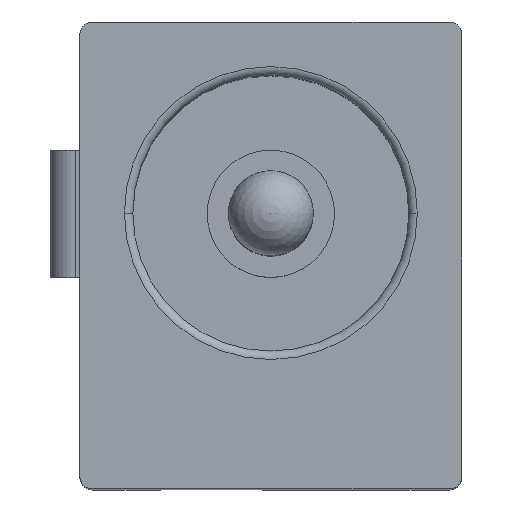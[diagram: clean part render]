
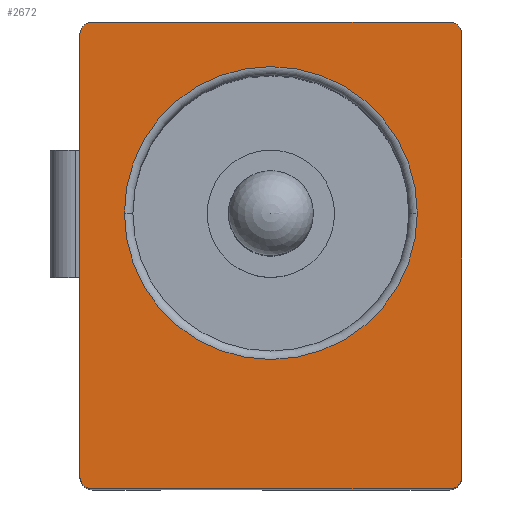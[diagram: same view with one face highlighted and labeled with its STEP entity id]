
A CAD part, top view. The second image highlights one B-rep face of the part: STEP entity #2672.
In plain terms, the highlighted planar face has unit normal (0, 0, 1).
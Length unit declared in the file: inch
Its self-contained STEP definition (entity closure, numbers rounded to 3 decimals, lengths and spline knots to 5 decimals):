
#31 = CARTESIAN_POINT ( 'NONE',  ( 0.17717, 0.01181, 0. ) ) ;
#51 = CARTESIAN_POINT ( 'NONE',  ( 0.13583, 0.25591, 0. ) ) ;
#58 = ORIENTED_EDGE ( 'NONE', *, *, #1551, .T. ) ;
#65 = CIRCLE ( 'NONE', #2069, 0.13583 ) ;
#128 = DIRECTION ( 'NONE',  ( -1., 0., 0. ) ) ;
#152 = CARTESIAN_POINT ( 'NONE',  ( 0., 0.25591, 0. ) ) ;
#190 = VECTOR ( 'NONE', #1838, 39.37008 ) ;
#211 = EDGE_CURVE ( 'NONE', #3096, #2344, #2114, .T. ) ;
#279 = EDGE_LOOP ( 'NONE', ( #58, #3044, #1470, #2144, #1922, #1668, #590, #2789 ) ) ;
#285 = CARTESIAN_POINT ( 'NONE',  ( 0.16535, 0.01181, 0. ) ) ;
#400 = CIRCLE ( 'NONE', #2246, 0.01181 ) ;
#401 = EDGE_CURVE ( 'NONE', #2214, #3205, #1646, .T. ) ;
#422 = DIRECTION ( 'NONE',  ( 0., 0., 1. ) ) ;
#435 = DIRECTION ( 'NONE',  ( 0., 0., -1. ) ) ;
#441 = DIRECTION ( 'NONE',  ( 0., 0., -1. ) ) ;
#460 = AXIS2_PLACEMENT_3D ( 'NONE', #1390, #2437, #3225 ) ;
#487 = EDGE_CURVE ( 'NONE', #2344, #2123, #2649, .T. ) ;
#540 = CARTESIAN_POINT ( 'NONE',  ( -0.17717, 0.42126, 0. ) ) ;
#590 = ORIENTED_EDGE ( 'NONE', *, *, #1661, .T. ) ;
#593 = CARTESIAN_POINT ( 'NONE',  ( -0.16535, 0.43307, 0. ) ) ;
#607 = CARTESIAN_POINT ( 'NONE',  ( 0.17717, 0.42126, 0. ) ) ;
#641 = VERTEX_POINT ( 'NONE', #51 ) ;
#766 = CARTESIAN_POINT ( 'NONE',  ( 0., 0.25591, 0. ) ) ;
#784 = DIRECTION ( 'NONE',  ( -1., 0., 0. ) ) ;
#831 = CARTESIAN_POINT ( 'NONE',  ( -0.16535, 0., 0. ) ) ;
#873 = CARTESIAN_POINT ( 'NONE',  ( -0.13583, 0.25591, 0. ) ) ;
#904 = CARTESIAN_POINT ( 'NONE',  ( 0.17717, 0.01181, 0. ) ) ;
#910 = EDGE_LOOP ( 'NONE', ( #2495, #3126 ) ) ;
#949 = CARTESIAN_POINT ( 'NONE',  ( -0.16535, 0.01181, 0. ) ) ;
#969 = CARTESIAN_POINT ( 'NONE',  ( 0.16535, 0., 0. ) ) ;
#996 = DIRECTION ( 'NONE',  ( -1., 0., 0. ) ) ;
#1084 = CARTESIAN_POINT ( 'NONE',  ( -0.16535, 0.43307, 0. ) ) ;
#1118 = LINE ( 'NONE', #2064, #2977 ) ;
#1164 = AXIS2_PLACEMENT_3D ( 'NONE', #2523, #441, #128 ) ;
#1255 = DIRECTION ( 'NONE',  ( -1., 0., 0. ) ) ;
#1368 = LINE ( 'NONE', #593, #2020 ) ;
#1390 = CARTESIAN_POINT ( 'NONE',  ( 0.16535, 0.42126, 0. ) ) ;
#1439 = VERTEX_POINT ( 'NONE', #1084 ) ;
#1462 = PLANE ( 'NONE',  #1164 ) ;
#1470 = ORIENTED_EDGE ( 'NONE', *, *, #487, .T. ) ;
#1498 = AXIS2_PLACEMENT_3D ( 'NONE', #949, #2260, #996 ) ;
#1551 = EDGE_CURVE ( 'NONE', #1439, #3096, #1859, .T. ) ;
#1646 = LINE ( 'NONE', #904, #2261 ) ;
#1661 = EDGE_CURVE ( 'NONE', #3205, #3058, #3250, .T. ) ;
#1668 = ORIENTED_EDGE ( 'NONE', *, *, #401, .T. ) ;
#1796 = EDGE_CURVE ( 'NONE', #2178, #641, #2076, .T. ) ;
#1838 = DIRECTION ( 'NONE',  ( 0., -1., 0. ) ) ;
#1859 = CIRCLE ( 'NONE', #2138, 0.01181 ) ;
#1902 = EDGE_CURVE ( 'NONE', #3058, #1439, #1368, .T. ) ;
#1922 = ORIENTED_EDGE ( 'NONE', *, *, #3283, .T. ) ;
#1952 = CARTESIAN_POINT ( 'NONE',  ( -0.16535, 0.42126, 0. ) ) ;
#1975 = EDGE_CURVE ( 'NONE', #2123, #3018, #1118, .T. ) ;
#1999 = DIRECTION ( 'NONE',  ( -1., 0., 0. ) ) ;
#2020 = VECTOR ( 'NONE', #784, 39.37008 ) ;
#2034 = CARTESIAN_POINT ( 'NONE',  ( -0.17717, 0.01181, 0. ) ) ;
#2064 = CARTESIAN_POINT ( 'NONE',  ( -0.16535, 0., 0. ) ) ;
#2069 = AXIS2_PLACEMENT_3D ( 'NONE', #152, #435, #1999 ) ;
#2076 = CIRCLE ( 'NONE', #3305, 0.13583 ) ;
#2114 = LINE ( 'NONE', #3123, #190 ) ;
#2123 = VERTEX_POINT ( 'NONE', #831 ) ;
#2138 = AXIS2_PLACEMENT_3D ( 'NONE', #1952, #422, #2773 ) ;
#2144 = ORIENTED_EDGE ( 'NONE', *, *, #1975, .T. ) ;
#2178 = VERTEX_POINT ( 'NONE', #873 ) ;
#2214 = VERTEX_POINT ( 'NONE', #31 ) ;
#2246 = AXIS2_PLACEMENT_3D ( 'NONE', #285, #2931, #2669 ) ;
#2260 = DIRECTION ( 'NONE',  ( 0., 0., 1. ) ) ;
#2261 = VECTOR ( 'NONE', #3004, 39.37008 ) ;
#2344 = VERTEX_POINT ( 'NONE', #2034 ) ;
#2387 = EDGE_CURVE ( 'NONE', #641, #2178, #65, .T. ) ;
#2437 = DIRECTION ( 'NONE',  ( 0., 0., 1. ) ) ;
#2475 = FACE_OUTER_BOUND ( 'NONE', #279, .T. ) ;
#2495 = ORIENTED_EDGE ( 'NONE', *, *, #1796, .T. ) ;
#2523 = CARTESIAN_POINT ( 'NONE',  ( -0.16535, 0.42126, 0. ) ) ;
#2649 = CIRCLE ( 'NONE', #1498, 0.01181 ) ;
#2669 = DIRECTION ( 'NONE',  ( 1., 0., 0. ) ) ;
#2672 = ADVANCED_FACE ( 'NONE', ( #2715, #2475 ), #1462, .F. ) ;
#2715 = FACE_BOUND ( 'NONE', #910, .T. ) ;
#2773 = DIRECTION ( 'NONE',  ( -1., 0., 0. ) ) ;
#2789 = ORIENTED_EDGE ( 'NONE', *, *, #1902, .T. ) ;
#2911 = DIRECTION ( 'NONE',  ( 1., 0., 0. ) ) ;
#2923 = CARTESIAN_POINT ( 'NONE',  ( 0.16535, 0.43307, 0. ) ) ;
#2931 = DIRECTION ( 'NONE',  ( 0., 0., 1. ) ) ;
#2977 = VECTOR ( 'NONE', #2911, 39.37008 ) ;
#3004 = DIRECTION ( 'NONE',  ( 0., 1., 0. ) ) ;
#3018 = VERTEX_POINT ( 'NONE', #969 ) ;
#3044 = ORIENTED_EDGE ( 'NONE', *, *, #211, .T. ) ;
#3058 = VERTEX_POINT ( 'NONE', #2923 ) ;
#3096 = VERTEX_POINT ( 'NONE', #540 ) ;
#3123 = CARTESIAN_POINT ( 'NONE',  ( -0.17717, 0.01181, 0. ) ) ;
#3126 = ORIENTED_EDGE ( 'NONE', *, *, #2387, .T. ) ;
#3205 = VERTEX_POINT ( 'NONE', #607 ) ;
#3225 = DIRECTION ( 'NONE',  ( -1., 0., 0. ) ) ;
#3250 = CIRCLE ( 'NONE', #460, 0.01181 ) ;
#3283 = EDGE_CURVE ( 'NONE', #3018, #2214, #400, .T. ) ;
#3305 = AXIS2_PLACEMENT_3D ( 'NONE', #766, #3311, #1255 ) ;
#3311 = DIRECTION ( 'NONE',  ( 0., 0., -1. ) ) ;
